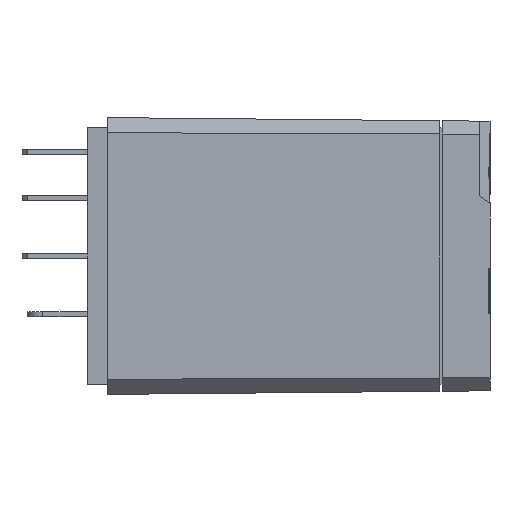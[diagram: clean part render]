
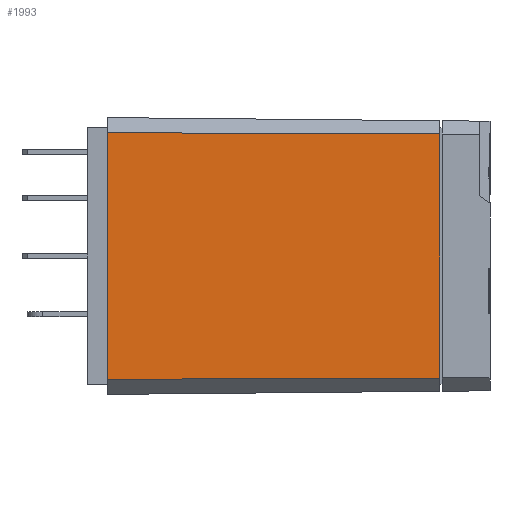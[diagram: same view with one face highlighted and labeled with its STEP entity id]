
A CAD part, left-side view. The second image highlights one B-rep face of the part: STEP entity #1993.
In plain terms, the highlighted planar face has unit normal (-1, -0.009, 0).
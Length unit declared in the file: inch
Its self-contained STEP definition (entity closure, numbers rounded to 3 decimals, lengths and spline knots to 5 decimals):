
#144 = EDGE_CURVE ( 'NONE', #2325, #1938, #1393, .T. ) ;
#146 = CARTESIAN_POINT ( 'NONE',  ( -0.25264, -1.4, -0.48488 ) ) ;
#282 = PLANE ( 'NONE',  #2652 ) ;
#287 = DIRECTION ( 'NONE',  ( -0.009, 1., 0.004 ) ) ;
#311 = EDGE_CURVE ( 'NONE', #1938, #1074, #2007, .T. ) ;
#358 = CARTESIAN_POINT ( 'NONE',  ( -0.265, -0.08, -0.49 ) ) ;
#375 = VECTOR ( 'NONE', #3323, 39.37008 ) ;
#666 = FACE_OUTER_BOUND ( 'NONE', #1292, .T. ) ;
#689 = DIRECTION ( 'NONE',  ( 0.009, -1., 0.004 ) ) ;
#1003 = ORIENTED_EDGE ( 'NONE', *, *, #144, .T. ) ;
#1074 = VERTEX_POINT ( 'NONE', #1566 ) ;
#1100 = DIRECTION ( 'NONE',  ( 0., 0., 1. ) ) ;
#1280 = LINE ( 'NONE', #1838, #375 ) ;
#1292 = EDGE_LOOP ( 'NONE', ( #3502, #2332, #1003, #3193 ) ) ;
#1393 = LINE ( 'NONE', #2273, #2808 ) ;
#1465 = CARTESIAN_POINT ( 'NONE',  ( -0.265, -0.08, -0.49 ) ) ;
#1504 = LINE ( 'NONE', #358, #2038 ) ;
#1566 = CARTESIAN_POINT ( 'NONE',  ( -0.265, -0.08, 0.49 ) ) ;
#1762 = CARTESIAN_POINT ( 'NONE',  ( -0.25264, -1.4, 0.48488 ) ) ;
#1838 = CARTESIAN_POINT ( 'NONE',  ( -0.265, -0.08, -0.49 ) ) ;
#1938 = VERTEX_POINT ( 'NONE', #3272 ) ;
#1993 = ADVANCED_FACE ( 'FACE61', ( #666 ), #282, .T. ) ;
#2007 = LINE ( 'NONE', #1762, #2496 ) ;
#2038 = VECTOR ( 'NONE', #689, 39.37008 ) ;
#2273 = CARTESIAN_POINT ( 'NONE',  ( -0.25264, -1.4, -0.49 ) ) ;
#2325 = VERTEX_POINT ( 'NONE', #146 ) ;
#2332 = ORIENTED_EDGE ( 'NONE', *, *, #2818, .T. ) ;
#2495 = VERTEX_POINT ( 'NONE', #3433 ) ;
#2496 = VECTOR ( 'NONE', #287, 39.37008 ) ;
#2636 = DIRECTION ( 'NONE',  ( -1., -0.009, 0. ) ) ;
#2652 = AXIS2_PLACEMENT_3D ( 'NONE', #1465, #2636, #3535 ) ;
#2808 = VECTOR ( 'NONE', #1100, 39.37008 ) ;
#2818 = EDGE_CURVE ( 'NONE', #2495, #2325, #1504, .T. ) ;
#3193 = ORIENTED_EDGE ( 'NONE', *, *, #311, .T. ) ;
#3221 = EDGE_CURVE ( 'NONE', #1074, #2495, #1280, .T. ) ;
#3272 = CARTESIAN_POINT ( 'NONE',  ( -0.25264, -1.4, 0.48488 ) ) ;
#3323 = DIRECTION ( 'NONE',  ( 0., 0., -1. ) ) ;
#3433 = CARTESIAN_POINT ( 'NONE',  ( -0.265, -0.08, -0.49 ) ) ;
#3502 = ORIENTED_EDGE ( 'NONE', *, *, #3221, .T. ) ;
#3535 = DIRECTION ( 'NONE',  ( 0.009, -1., 0. ) ) ;
